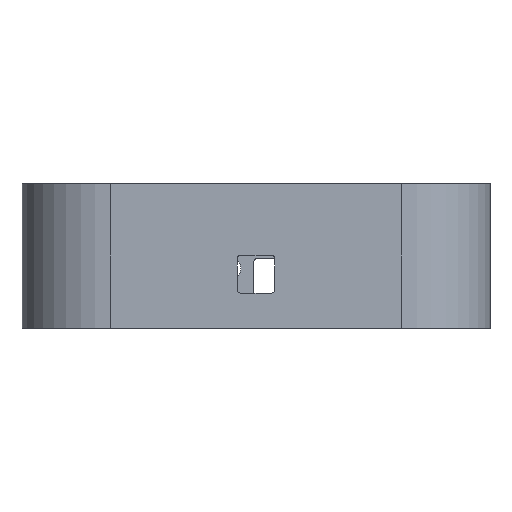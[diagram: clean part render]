
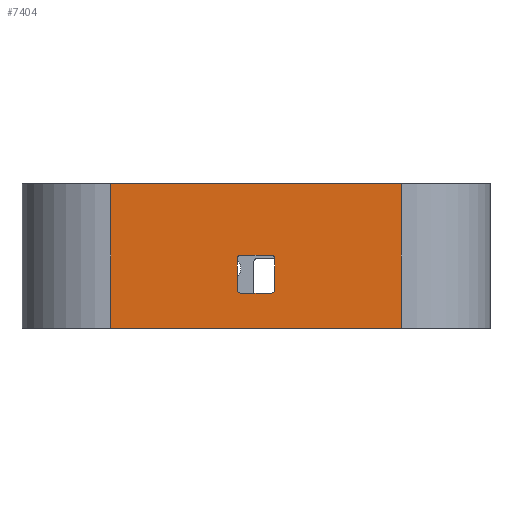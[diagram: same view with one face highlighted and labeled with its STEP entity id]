
A CAD part, left-side view. The second image highlights one B-rep face of the part: STEP entity #7404.
In plain terms, the highlighted planar face has unit normal (-1, 0, 0).
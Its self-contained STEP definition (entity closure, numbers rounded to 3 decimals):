
#400=FACE_BOUND('',#1517,.T.);
#487=PLANE('',#8264);
#833=FACE_OUTER_BOUND('',#1516,.T.);
#1516=EDGE_LOOP('',(#6804,#6805,#6806,#6807));
#1517=EDGE_LOOP('',(#6808,#6809,#6810,#6811,#6812,#6813,#6814,#6815));
#1522=LINE('',#10476,#2036);
#1525=LINE('',#10487,#2039);
#1529=LINE('',#10499,#2043);
#1532=LINE('',#10508,#2046);
#1570=LINE('',#10624,#2084);
#1622=LINE('',#10838,#2136);
#2024=LINE('',#12681,#2538);
#2031=LINE('',#12694,#2545);
#2036=VECTOR('',#8279,10.);
#2039=VECTOR('',#8290,10.);
#2043=VECTOR('',#8302,10.);
#2046=VECTOR('',#8313,10.);
#2084=VECTOR('',#8423,10.);
#2136=VECTOR('',#8603,10.);
#2538=VECTOR('',#10439,10.);
#2545=VECTOR('',#10458,10.);
#2547=CIRCLE('',#7427,1.);
#2549=CIRCLE('',#7431,1.);
#2551=CIRCLE('',#7435,1.);
#2553=CIRCLE('',#7439,1.);
#3034=VERTEX_POINT('',#10466);
#3035=VERTEX_POINT('',#10468);
#3037=VERTEX_POINT('',#10474);
#3040=VERTEX_POINT('',#10481);
#3041=VERTEX_POINT('',#10483);
#3044=VERTEX_POINT('',#10493);
#3045=VERTEX_POINT('',#10495);
#3047=VERTEX_POINT('',#10504);
#3088=VERTEX_POINT('',#10622);
#3089=VERTEX_POINT('',#10623);
#3186=VERTEX_POINT('',#10836);
#3187=VERTEX_POINT('',#10837);
#3722=EDGE_CURVE('',#3034,#3035,#2547,.T.);
#3726=EDGE_CURVE('',#3034,#3037,#1522,.T.);
#3729=EDGE_CURVE('',#3040,#3041,#2549,.T.);
#3731=EDGE_CURVE('',#3040,#3035,#1525,.T.);
#3735=EDGE_CURVE('',#3044,#3045,#2551,.T.);
#3737=EDGE_CURVE('',#3044,#3041,#1529,.T.);
#3741=EDGE_CURVE('',#3047,#3037,#2553,.T.);
#3742=EDGE_CURVE('',#3047,#3045,#1532,.T.);
#3798=EDGE_CURVE('',#3088,#3089,#1570,.T.);
#3906=EDGE_CURVE('',#3186,#3187,#1622,.F.);
#4744=EDGE_CURVE('',#3186,#3089,#2024,.T.);
#4751=EDGE_CURVE('',#3088,#3187,#2031,.T.);
#6804=ORIENTED_EDGE('',*,*,#4751,.T.);
#6805=ORIENTED_EDGE('',*,*,#3906,.F.);
#6806=ORIENTED_EDGE('',*,*,#4744,.T.);
#6807=ORIENTED_EDGE('',*,*,#3798,.F.);
#6808=ORIENTED_EDGE('',*,*,#3731,.T.);
#6809=ORIENTED_EDGE('',*,*,#3722,.F.);
#6810=ORIENTED_EDGE('',*,*,#3726,.T.);
#6811=ORIENTED_EDGE('',*,*,#3741,.F.);
#6812=ORIENTED_EDGE('',*,*,#3742,.T.);
#6813=ORIENTED_EDGE('',*,*,#3735,.F.);
#6814=ORIENTED_EDGE('',*,*,#3737,.T.);
#6815=ORIENTED_EDGE('',*,*,#3729,.F.);
#7404=ADVANCED_FACE('',(#833,#400),#487,.T.);
#7427=AXIS2_PLACEMENT_3D('',#10469,#8272,#8273);
#7431=AXIS2_PLACEMENT_3D('',#10484,#8285,#8286);
#7435=AXIS2_PLACEMENT_3D('',#10496,#8297,#8298);
#7439=AXIS2_PLACEMENT_3D('',#10506,#8309,#8310);
#8264=AXIS2_PLACEMENT_3D('',#12695,#10459,#10460);
#8272=DIRECTION('center_axis',(-1.,0.,0.));
#8273=DIRECTION('ref_axis',(0.,-0.707,0.707));
#8279=DIRECTION('',(0.,0.,-1.));
#8285=DIRECTION('center_axis',(-1.,0.,0.));
#8286=DIRECTION('ref_axis',(0.,0.707,0.707));
#8290=DIRECTION('',(0.,-1.,0.));
#8297=DIRECTION('center_axis',(-1.,0.,0.));
#8298=DIRECTION('ref_axis',(0.,0.707,-0.707));
#8302=DIRECTION('',(0.,0.,1.));
#8309=DIRECTION('center_axis',(-1.,0.,0.));
#8310=DIRECTION('ref_axis',(0.,-0.707,-0.707));
#8313=DIRECTION('',(0.,1.,0.));
#8423=DIRECTION('',(0.,-1.,0.));
#8603=DIRECTION('',(0.,-1.,0.));
#10439=DIRECTION('',(0.,0.,1.));
#10458=DIRECTION('',(0.,0.,-1.));
#10459=DIRECTION('center_axis',(-1.,0.,0.));
#10460=DIRECTION('ref_axis',(0.,1.,0.));
#10466=CARTESIAN_POINT('',(-50.588,19.75,-2.85));
#10468=CARTESIAN_POINT('',(-50.588,20.75,-1.85));
#10469=CARTESIAN_POINT('Origin',(-50.588,20.75,-2.85));
#10474=CARTESIAN_POINT('',(-50.588,19.75,-11.35));
#10476=CARTESIAN_POINT('',(-50.588,19.75,-6.175));
#10481=CARTESIAN_POINT('',(-50.588,29.25,-1.85));
#10483=CARTESIAN_POINT('',(-50.588,30.25,-2.85));
#10484=CARTESIAN_POINT('Origin',(-50.588,29.25,-2.85));
#10487=CARTESIAN_POINT('',(-50.588,2.225,-1.85));
#10493=CARTESIAN_POINT('',(-50.588,30.25,-11.35));
#10495=CARTESIAN_POINT('',(-50.588,29.25,-12.35));
#10496=CARTESIAN_POINT('Origin',(-50.588,29.25,-11.35));
#10499=CARTESIAN_POINT('',(-50.588,30.25,-0.925));
#10504=CARTESIAN_POINT('',(-50.588,20.75,-12.35));
#10506=CARTESIAN_POINT('Origin',(-50.588,20.75,-11.35));
#10508=CARTESIAN_POINT('',(-50.588,7.475,-12.35));
#10622=CARTESIAN_POINT('',(-50.588,65.3,18.));
#10623=CARTESIAN_POINT('',(-50.588,-15.3,18.));
#10624=CARTESIAN_POINT('',(-50.588,-15.3,18.));
#10836=CARTESIAN_POINT('',(-50.588,-15.3,-22.1));
#10837=CARTESIAN_POINT('',(-50.588,65.3,-22.1));
#10838=CARTESIAN_POINT('',(-50.588,4.85,-22.1));
#12681=CARTESIAN_POINT('',(-50.588,-15.3,0.));
#12694=CARTESIAN_POINT('',(-50.588,65.3,0.));
#12695=CARTESIAN_POINT('Origin',(-50.588,-15.3,0.));
